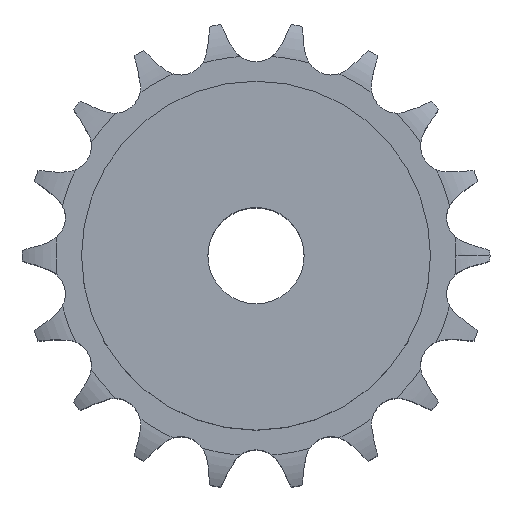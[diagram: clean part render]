
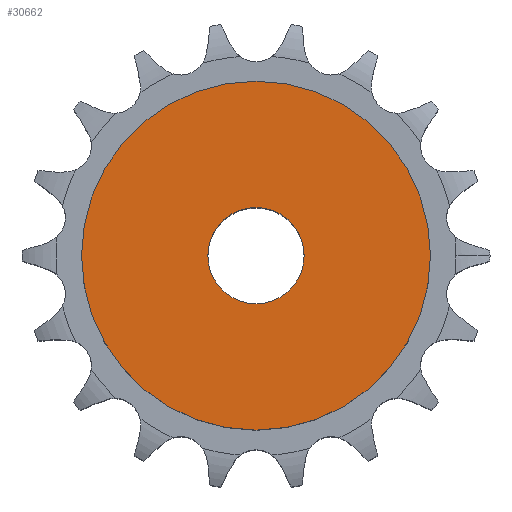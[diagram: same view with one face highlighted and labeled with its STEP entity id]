
A CAD part, top view. The second image highlights one B-rep face of the part: STEP entity #30662.
In plain terms, the highlighted planar face has unit normal (0, 0, 1).
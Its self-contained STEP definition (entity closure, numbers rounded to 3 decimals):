
#16500 = CYLINDRICAL_SURFACE('',#16501,8.);
#16501 = AXIS2_PLACEMENT_3D('',#16502,#16503,#16504);
#16502 = CARTESIAN_POINT('',(0.,0.,131.645));
#16503 = DIRECTION('',(0.,0.,1.));
#16504 = DIRECTION('',(1.,0.,0.));
#21092 = EDGE_CURVE('',#21093,#21093,#21095,.T.);
#21093 = VERTEX_POINT('',#21094);
#21094 = CARTESIAN_POINT('',(8.,0.,50.));
#21095 = SURFACE_CURVE('',#21096,(#21101,#21108),.PCURVE_S1.);
#21096 = CIRCLE('',#21097,8.);
#21097 = AXIS2_PLACEMENT_3D('',#21098,#21099,#21100);
#21098 = CARTESIAN_POINT('',(0.,0.,50.));
#21099 = DIRECTION('',(0.,0.,1.));
#21100 = DIRECTION('',(1.,0.,0.));
#21101 = PCURVE('',#16500,#21102);
#21102 = DEFINITIONAL_REPRESENTATION('',(#21103),#21107);
#21103 = LINE('',#21104,#21105);
#21104 = CARTESIAN_POINT('',(0.,-81.645));
#21105 = VECTOR('',#21106,1.);
#21106 = DIRECTION('',(1.,0.));
#21107 = ( GEOMETRIC_REPRESENTATION_CONTEXT(2) 
PARAMETRIC_REPRESENTATION_CONTEXT() REPRESENTATION_CONTEXT('2D SPACE',''
  ) );
#21108 = PCURVE('',#21109,#21114);
#21109 = PLANE('',#21110);
#21110 = AXIS2_PLACEMENT_3D('',#21111,#21112,#21113);
#21111 = CARTESIAN_POINT('',(0.,0.,50.)
  );
#21112 = DIRECTION('',(0.,0.,1.));
#21113 = DIRECTION('',(1.,0.,0.));
#21114 = DEFINITIONAL_REPRESENTATION('',(#21115),#21119);
#21115 = CIRCLE('',#21116,8.);
#21116 = AXIS2_PLACEMENT_2D('',#21117,#21118);
#21117 = CARTESIAN_POINT('',(0.,0.));
#21118 = DIRECTION('',(1.,0.));
#21119 = ( GEOMETRIC_REPRESENTATION_CONTEXT(2) 
PARAMETRIC_REPRESENTATION_CONTEXT() REPRESENTATION_CONTEXT('2D SPACE',''
  ) );
#30662 = ADVANCED_FACE('',(#30663,#30694),#21109,.T.);
#30663 = FACE_BOUND('',#30664,.T.);
#30664 = EDGE_LOOP('',(#30665));
#30665 = ORIENTED_EDGE('',*,*,#30666,.T.);
#30666 = EDGE_CURVE('',#30667,#30667,#30669,.T.);
#30667 = VERTEX_POINT('',#30668);
#30668 = CARTESIAN_POINT('',(29.,0.,50.));
#30669 = SURFACE_CURVE('',#30670,(#30675,#30682),.PCURVE_S1.);
#30670 = CIRCLE('',#30671,29.);
#30671 = AXIS2_PLACEMENT_3D('',#30672,#30673,#30674);
#30672 = CARTESIAN_POINT('',(0.,0.,50.));
#30673 = DIRECTION('',(0.,0.,1.));
#30674 = DIRECTION('',(1.,0.,0.));
#30675 = PCURVE('',#21109,#30676);
#30676 = DEFINITIONAL_REPRESENTATION('',(#30677),#30681);
#30677 = CIRCLE('',#30678,29.);
#30678 = AXIS2_PLACEMENT_2D('',#30679,#30680);
#30679 = CARTESIAN_POINT('',(0.,0.));
#30680 = DIRECTION('',(1.,0.));
#30681 = ( GEOMETRIC_REPRESENTATION_CONTEXT(2) 
PARAMETRIC_REPRESENTATION_CONTEXT() REPRESENTATION_CONTEXT('2D SPACE',''
  ) );
#30682 = PCURVE('',#30683,#30688);
#30683 = CYLINDRICAL_SURFACE('',#30684,29.);
#30684 = AXIS2_PLACEMENT_3D('',#30685,#30686,#30687);
#30685 = CARTESIAN_POINT('',(0.,0.,0.));
#30686 = DIRECTION('',(-0.,-0.,-1.));
#30687 = DIRECTION('',(1.,0.,0.));
#30688 = DEFINITIONAL_REPRESENTATION('',(#30689),#30693);
#30689 = LINE('',#30690,#30691);
#30690 = CARTESIAN_POINT('',(-0.,-50.));
#30691 = VECTOR('',#30692,1.);
#30692 = DIRECTION('',(-1.,0.));
#30693 = ( GEOMETRIC_REPRESENTATION_CONTEXT(2) 
PARAMETRIC_REPRESENTATION_CONTEXT() REPRESENTATION_CONTEXT('2D SPACE',''
  ) );
#30694 = FACE_BOUND('',#30695,.T.);
#30695 = EDGE_LOOP('',(#30696));
#30696 = ORIENTED_EDGE('',*,*,#21092,.F.);
